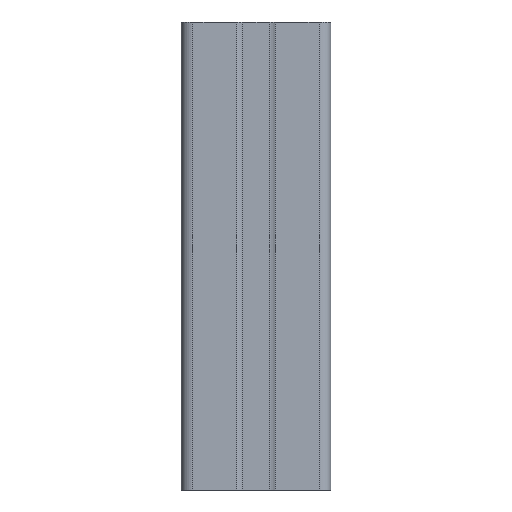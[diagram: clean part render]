
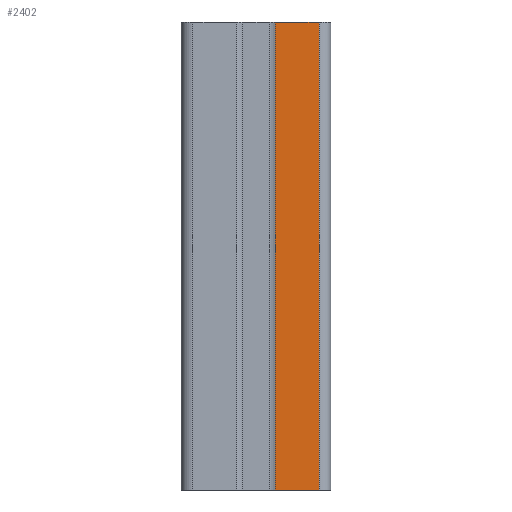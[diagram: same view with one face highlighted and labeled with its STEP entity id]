
A CAD part, front view. The second image highlights one B-rep face of the part: STEP entity #2402.
In plain terms, the highlighted planar face has unit normal (0, -1, 0).
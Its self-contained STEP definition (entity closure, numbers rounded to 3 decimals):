
#246=FACE_OUTER_BOUND('',#368,.T.);
#368=EDGE_LOOP('',(#1807,#1808,#1809,#1810));
#568=LINE('',#3790,#824);
#569=LINE('',#3793,#825);
#570=LINE('',#3795,#826);
#571=LINE('',#3796,#827);
#824=VECTOR('',#3076,100.);
#825=VECTOR('',#3079,9.35);
#826=VECTOR('',#3080,9.35);
#827=VECTOR('',#3081,100.);
#1077=VERTEX_POINT('',#3786);
#1078=VERTEX_POINT('',#3788);
#1079=VERTEX_POINT('',#3792);
#1080=VERTEX_POINT('',#3794);
#1382=EDGE_CURVE('',#1077,#1078,#568,.T.);
#1383=EDGE_CURVE('',#1079,#1077,#569,.T.);
#1384=EDGE_CURVE('',#1080,#1078,#570,.T.);
#1385=EDGE_CURVE('',#1079,#1080,#571,.T.);
#1807=ORIENTED_EDGE('',*,*,#1383,.T.);
#1808=ORIENTED_EDGE('',*,*,#1382,.T.);
#1809=ORIENTED_EDGE('',*,*,#1384,.F.);
#1810=ORIENTED_EDGE('',*,*,#1385,.F.);
#2301=PLANE('',#2588);
#2402=ADVANCED_FACE('',(#246),#2301,.T.);
#2588=AXIS2_PLACEMENT_3D('',#3791,#3077,#3078);
#3076=DIRECTION('',(0.,0.,1.));
#3077=DIRECTION('center_axis',(0.,-1.,0.));
#3078=DIRECTION('ref_axis',(1.,0.,0.));
#3079=DIRECTION('',(1.,0.,0.));
#3080=DIRECTION('',(1.,0.,0.));
#3081=DIRECTION('',(0.,0.,1.));
#3786=CARTESIAN_POINT('',(13.5,-16.,0.));
#3788=CARTESIAN_POINT('',(13.5,-16.,100.));
#3790=CARTESIAN_POINT('',(13.5,-16.,0.));
#3791=CARTESIAN_POINT('Origin',(4.15,-16.,0.));
#3792=CARTESIAN_POINT('',(4.15,-16.,0.));
#3793=CARTESIAN_POINT('',(4.15,-16.,0.));
#3794=CARTESIAN_POINT('',(4.15,-16.,100.));
#3795=CARTESIAN_POINT('',(4.15,-16.,100.));
#3796=CARTESIAN_POINT('',(4.15,-16.,0.));
